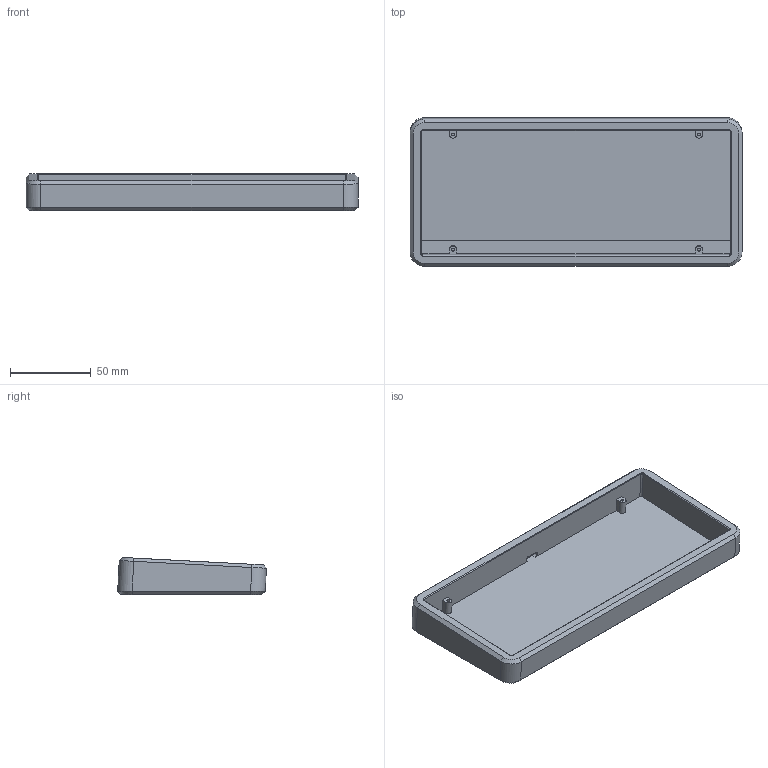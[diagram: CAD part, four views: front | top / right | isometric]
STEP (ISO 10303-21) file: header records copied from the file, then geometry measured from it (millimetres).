
FILE_DESCRIPTION(/* description */ (''),/* implementation_level */ '2;1');
FILE_NAME(/* name */ 'Acai MFR2.step',/* time_stamp */ '2025-04-15T21:34:12-07:00',/* author */ (''),/* organization */ (''),/* preprocessor_version */ 'ST-DEVELOPER v20.1',/* originating_system */ 'Autodesk Translation Framework v14.4.0.0',/* authorisation */ '');
FILE_SCHEMA (('AUTOMOTIVE_DESIGN { 1 0 10303 214 3 1 1 }'));
Length unit declared in the file: millimetre
Products named in the file (1): Acai MFR2
Bounding box: 205.5 x 92.07 x 22.92 mm (x, y, z)
Volume: 116962.4 mm3; surface area: 57913.8 mm2
Topology: 1 solids, 1 shells, 96 faces, 235 edges, 146 vertices
Faces by surface type: plane 52, cylinder 24, cone 12, bspline 8
Full cylindrical faces by diameter (mm): 1.8 x4
Entity records: 2976 total; most frequent: CARTESIAN_POINT 694, ORIENTED_EDGE 470, DIRECTION 453, EDGE_CURVE 235, LINE 163, VECTOR 163, VERTEX_POINT 146, AXIS2_PLACEMENT_3D 145
